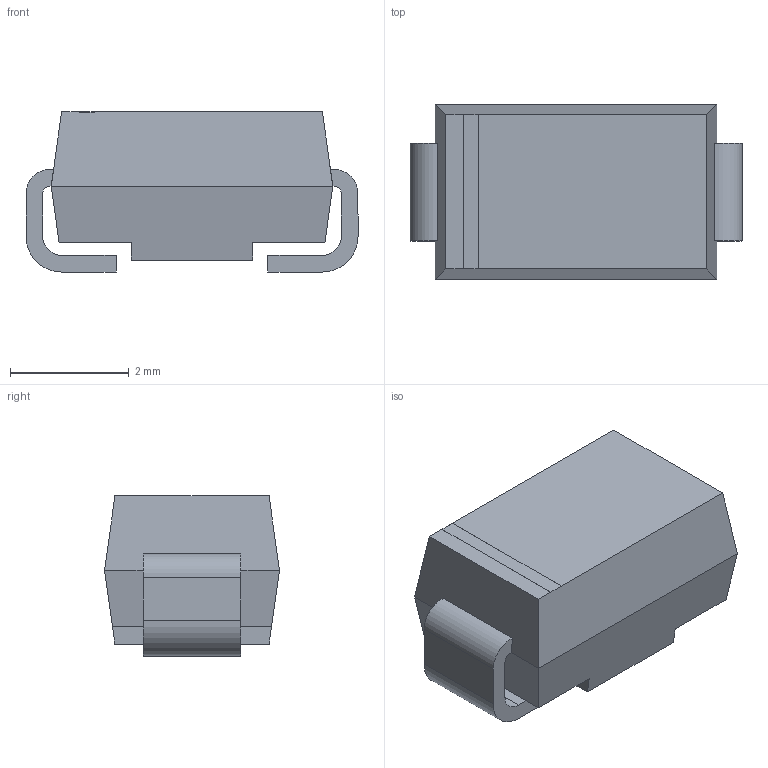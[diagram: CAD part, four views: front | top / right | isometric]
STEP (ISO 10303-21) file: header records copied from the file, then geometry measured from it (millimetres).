
FILE_DESCRIPTION (( 'STEP AP214' ), '1' );
FILE_NAME ('DE9DD075-B1DC-4762-9F58-62A2B200F3A3.STEP', '2022-11-17T08:15:17', ( '' ), ( '' ), 'SwSTEP 2.0', 'SolidWorks 2022', '' );
FILE_SCHEMA (( 'AUTOMOTIVE_DESIGN' ));
Length unit declared in the file: millimetre
Products named in the file (1): DE9DD075-B1DC-4762-9F58-62A2B200F3A3
Bounding box: 5.6 x 2.95 x 2.7 mm (x, y, z)
Volume: 32.5 mm3; surface area: 80.7 mm2
Topology: 1 solids, 1 shells, 42 faces, 108 edges, 68 vertices
Faces by surface type: plane 34, cylinder 8
Entity records: 1748 total; most frequent: CARTESIAN_POINT 219, ORIENTED_EDGE 216, DIRECTION 210, EDGE_CURVE 108, LINE 92, VECTOR 92, VERTEX_POINT 68, AXIS2_PLACEMENT_3D 59
